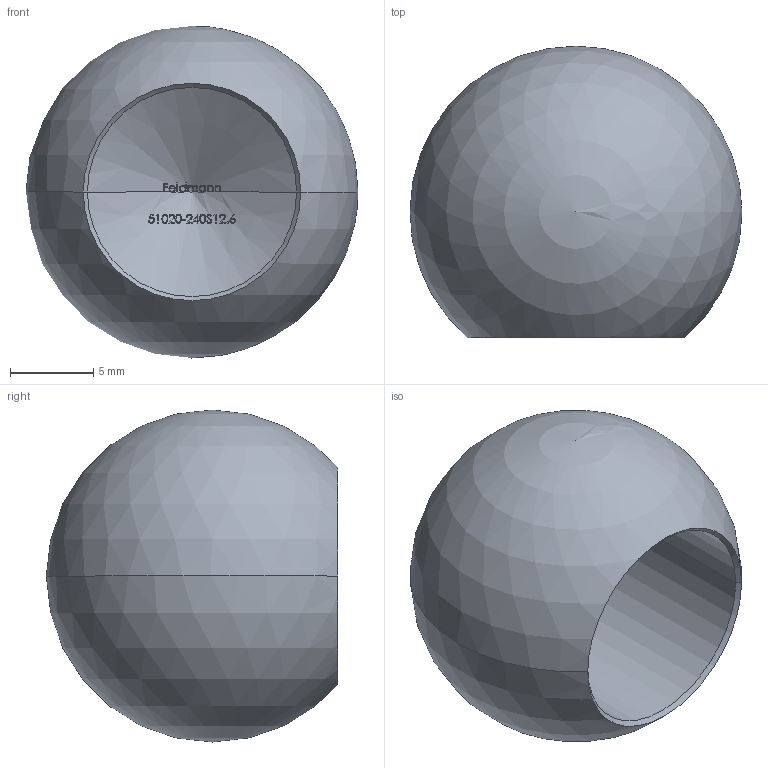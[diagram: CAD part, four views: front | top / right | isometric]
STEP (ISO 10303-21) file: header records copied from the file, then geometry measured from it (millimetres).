
FILE_DESCRIPTION (( 'STEP AP203' ), '1' );
FILE_NAME ('51020-240S12.6.step', '2019-03-29T09:41:49', ( '' ), ( '' ), 'SwSTEP 2.0', 'SolidWorks 2015', '' );
FILE_SCHEMA (( 'CONFIG_CONTROL_DESIGN' ));
Length unit declared in the file: millimetre
Products named in the file (1): 51020-240S12.6
Bounding box: 20 x 17.56 x 20 mm (x, y, z)
Volume: 2361.5 mm3; surface area: 1733.4 mm2
Topology: 1 solids, 1 shells, 286 faces, 767 edges, 501 vertices
Faces by surface type: bspline 129, plane 112, cone 41, cylinder 2, sphere 2
Entity records: 14417 total; most frequent: CARTESIAN_POINT 8544, ORIENTED_EDGE 1520, EDGE_CURVE 760, DIRECTION 616, VERTEX_POINT 498, B_SPLINE_CURVE_WITH_KNOTS 468, EDGE_LOOP 308, ADVANCED_FACE 286
